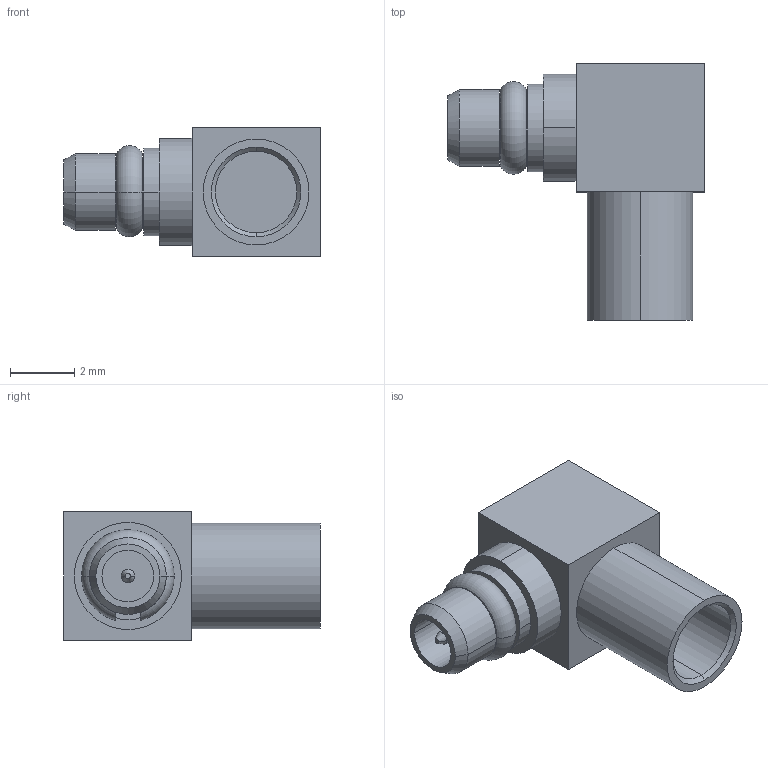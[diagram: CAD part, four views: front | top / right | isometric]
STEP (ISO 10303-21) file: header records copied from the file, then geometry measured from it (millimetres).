
FILE_DESCRIPTION (( 'STEP AP214' ), '1' );
FILE_NAME ('FMCN1155_3D.step', '2024-02-23T17:10:54', ( '' ), ( '' ), 'SwSTEP 2.0', 'SolidWorks 2022', '' );
FILE_SCHEMA (( 'AUTOMOTIVE_DESIGN' ));
Length unit declared in the file: inch
Products named in the file (1): FMCN1155_3D
Bounding box: 8 x 8 x 4 mm (x, y, z)
Volume: 98.6 mm3; surface area: 229.3 mm2
Topology: 2 solids, 2 shells, 52 faces, 108 edges, 70 vertices
Faces by surface type: cylinder 23, plane 20, cone 6, torus 3
Entity records: 1471 total; most frequent: DIRECTION 272, CARTESIAN_POINT 251, ORIENTED_EDGE 216, AXIS2_PLACEMENT_3D 113, EDGE_CURVE 108, VERTEX_POINT 70, EDGE_LOOP 62, CIRCLE 60
